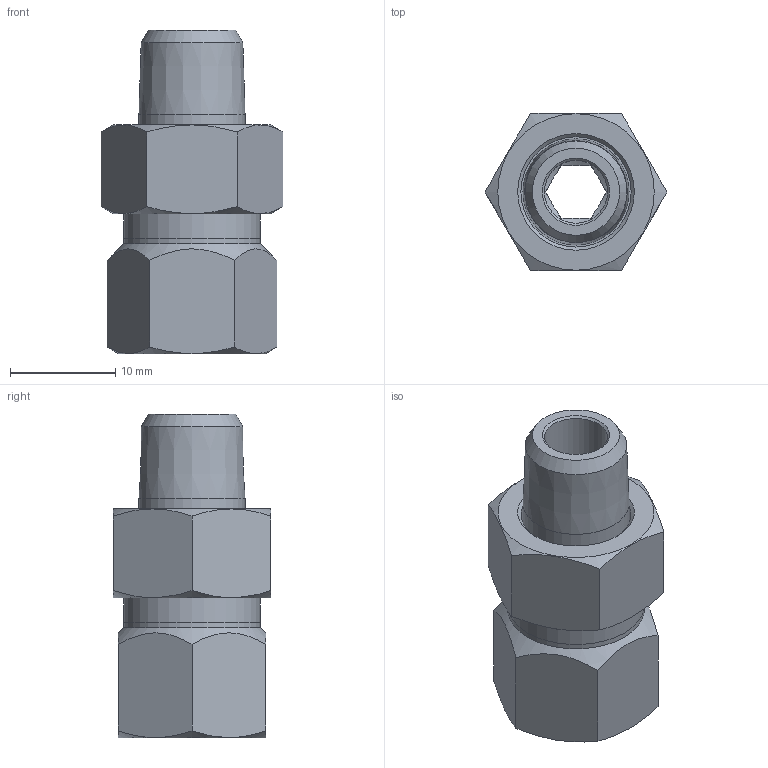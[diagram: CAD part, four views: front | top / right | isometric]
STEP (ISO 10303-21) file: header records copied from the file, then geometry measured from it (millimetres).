
FILE_DESCRIPTION(( 'RA.16B18.18.stp' ), '1');
FILE_NAME( 'RA.16B18.18.stp', '2018-09-19T08:50:01',( 'Sopra'),('sopra-pneumatic.com'), 'SwSTEP 2.0','SolidWorks 2009','' );
FILE_SCHEMA (('AUTOMOTIVE_DESIGN {1 0 10303 214 3 1 1}'));
Length unit declared in the file: millimetre
Products named in the file (4): NC27518NI; NC27518BNI; NC27018A; NC27018C
Assembly tree (3 placements, depth 2):
  NC27518NI
    NC27518BNI
    NC27018A
    NC27018C
Bounding box: 17.32 x 15 x 30.83 mm (x, y, z)
Volume: 3209.9 mm3; surface area: 3226.7 mm2
Topology: 3 solids, 3 shells, 68 faces, 159 edges, 100 vertices
Faces by surface type: plane 33, cylinder 18, cone 16, torus 1
Full cylindrical faces by diameter (mm): 6 x1, 6.5 x1, 8.8 x2, 9 x1, 10.1 x1, 10.5 x1, 11.7 x1, 11.917 x2, 13 x2
Entity records: 2399 total; most frequent: CARTESIAN_POINT 482, DIRECTION 268, ORIENTED_EDGE 250, EDGE_CURVE 125, AXIS2_PLACEMENT_3D 119, EDGE_LOOP 106, FACE_BOUND 106, VERTEX_POINT 95
